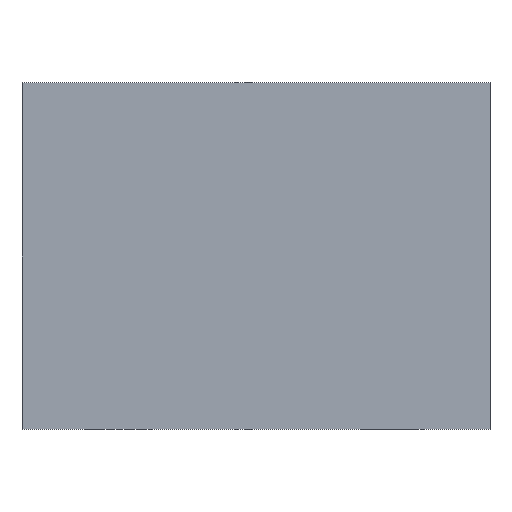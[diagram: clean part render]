
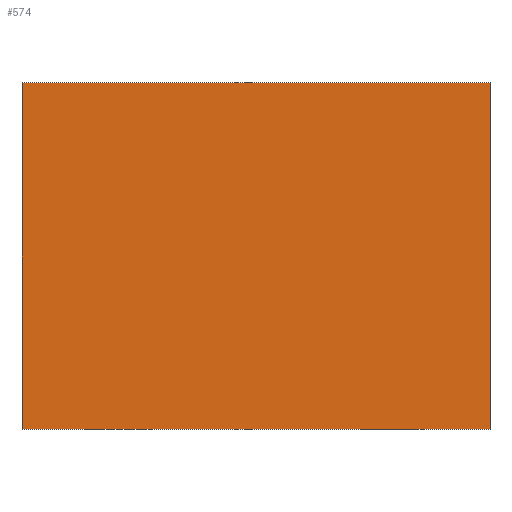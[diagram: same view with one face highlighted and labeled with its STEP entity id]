
A CAD part, front view. The second image highlights one B-rep face of the part: STEP entity #574.
In plain terms, the highlighted planar face has unit normal (0, -1, 0).
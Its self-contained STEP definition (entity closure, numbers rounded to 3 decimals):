
#28 = VERTEX_POINT ( 'NONE', #144 ) ;
#38 = CARTESIAN_POINT ( 'NONE',  ( 67.5, -42.5, 63. ) ) ;
#53 = EDGE_CURVE ( 'NONE', #276, #343, #671, .T. ) ;
#57 = AXIS2_PLACEMENT_3D ( 'NONE', #622, #161, #964 ) ;
#85 = LINE ( 'NONE', #553, #145 ) ;
#128 = VECTOR ( 'NONE', #374, 1000. ) ;
#143 = DIRECTION ( 'NONE',  ( -1., 0., 0. ) ) ;
#144 = CARTESIAN_POINT ( 'NONE',  ( -17.5, -42.5, 63. ) ) ;
#145 = VECTOR ( 'NONE', #1112, 1000. ) ;
#161 = DIRECTION ( 'NONE',  ( 0., 1., 0. ) ) ;
#198 = CARTESIAN_POINT ( 'NONE',  ( 67.5, -42.5, 0. ) ) ;
#213 = VECTOR ( 'NONE', #1127, 1000. ) ;
#226 = ORIENTED_EDGE ( 'NONE', *, *, #775, .T. ) ;
#266 = LINE ( 'NONE', #623, #128 ) ;
#276 = VERTEX_POINT ( 'NONE', #38 ) ;
#343 = VERTEX_POINT ( 'NONE', #198 ) ;
#374 = DIRECTION ( 'NONE',  ( 0., 0., -1. ) ) ;
#407 = VECTOR ( 'NONE', #143, 1000. ) ;
#466 = ORIENTED_EDGE ( 'NONE', *, *, #802, .F. ) ;
#513 = CARTESIAN_POINT ( 'NONE',  ( 67.5, -42.5, 63. ) ) ;
#553 = CARTESIAN_POINT ( 'NONE',  ( 67.5, -42.5, 0. ) ) ;
#574 = ADVANCED_FACE ( 'NONE', ( #897 ), #883, .F. ) ;
#622 = CARTESIAN_POINT ( 'NONE',  ( 67.5, -42.5, 63. ) ) ;
#623 = CARTESIAN_POINT ( 'NONE',  ( -17.5, -42.5, 63. ) ) ;
#645 = ORIENTED_EDGE ( 'NONE', *, *, #53, .F. ) ;
#671 = LINE ( 'NONE', #1028, #213 ) ;
#699 = CARTESIAN_POINT ( 'NONE',  ( -17.5, -42.5, 0. ) ) ;
#760 = LINE ( 'NONE', #513, #407 ) ;
#775 = EDGE_CURVE ( 'NONE', #28, #1001, #266, .T. ) ;
#802 = EDGE_CURVE ( 'NONE', #343, #1001, #85, .T. ) ;
#871 = EDGE_LOOP ( 'NONE', ( #466, #645, #1003, #226 ) ) ;
#883 = PLANE ( 'NONE',  #57 ) ;
#897 = FACE_OUTER_BOUND ( 'NONE', #871, .T. ) ;
#944 = EDGE_CURVE ( 'NONE', #276, #28, #760, .T. ) ;
#964 = DIRECTION ( 'NONE',  ( 0., 0., 1. ) ) ;
#1001 = VERTEX_POINT ( 'NONE', #699 ) ;
#1003 = ORIENTED_EDGE ( 'NONE', *, *, #944, .T. ) ;
#1028 = CARTESIAN_POINT ( 'NONE',  ( 67.5, -42.5, 63. ) ) ;
#1112 = DIRECTION ( 'NONE',  ( -1., 0., 0. ) ) ;
#1127 = DIRECTION ( 'NONE',  ( 0., 0., -1. ) ) ;
